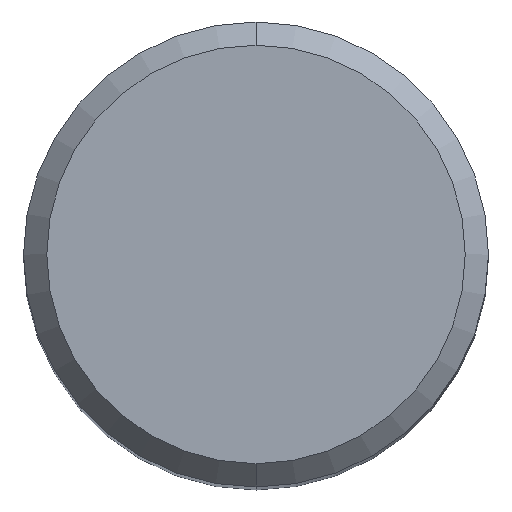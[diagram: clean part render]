
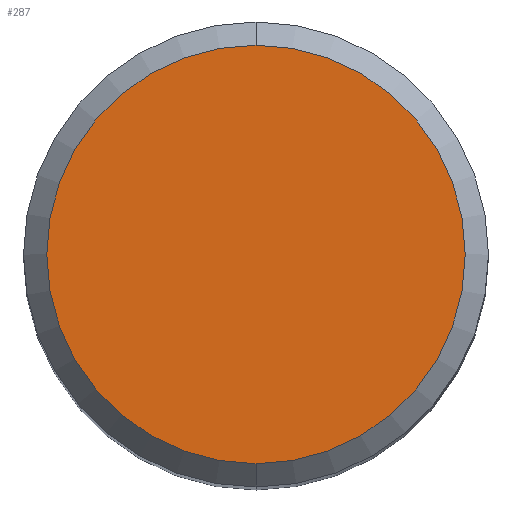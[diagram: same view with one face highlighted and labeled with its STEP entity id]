
A CAD part, top view. The second image highlights one B-rep face of the part: STEP entity #287.
In plain terms, the highlighted planar face has unit normal (0, 0, 1).
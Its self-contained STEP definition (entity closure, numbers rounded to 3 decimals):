
#177=VERTEX_POINT('',#468);
#211=EDGE_CURVE('',#177,#411,#504,.T.);
#287=ADVANCED_FACE('',(#588),#589,.T.);
#353=EDGE_CURVE('',#411,#177,#664,.T.);
#411=VERTEX_POINT('',#727);
#468=CARTESIAN_POINT('',(0.0,5.4,0.));
#504=CIRCLE('',#883,5.4);
#588=FACE_OUTER_BOUND('',#1123,.T.);
#589=PLANE('',#1124);
#664=CIRCLE('',#1260,5.4);
#727=CARTESIAN_POINT('',(0.,-5.4,0.));
#883=AXIS2_PLACEMENT_3D('',#1472,#1473,#1474);
#1123=EDGE_LOOP('',(#1574,#1575));
#1124=AXIS2_PLACEMENT_3D('',#1576,#1577,#1578);
#1260=AXIS2_PLACEMENT_3D('',#1671,#1672,#1673);
#1472=CARTESIAN_POINT('',(0.0,0.0,0.));
#1473=DIRECTION('',(0.0,0.0,-1.0));
#1474=DIRECTION('',(0.0,1.0,0.0));
#1574=ORIENTED_EDGE('',*,*,#211,.F.);
#1575=ORIENTED_EDGE('',*,*,#353,.F.);
#1576=CARTESIAN_POINT('',(0.0,2.7,0.));
#1577=DIRECTION('',(-0.0,0.0,1.0));
#1578=DIRECTION('',(0.0,-1.0,0.0));
#1671=CARTESIAN_POINT('',(0.0,0.0,0.));
#1672=DIRECTION('',(0.0,0.0,-1.0));
#1673=DIRECTION('',(0.0,1.0,0.0));
